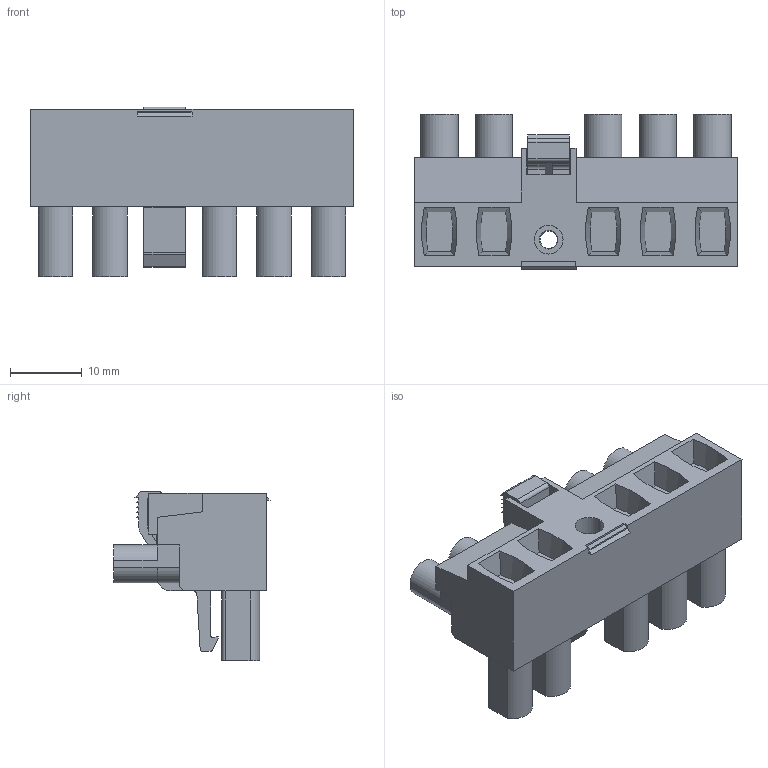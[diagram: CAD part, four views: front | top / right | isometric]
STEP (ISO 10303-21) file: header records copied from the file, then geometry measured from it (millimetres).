
FILE_DESCRIPTION(('CATIA V5 STEP Exchange','CAx-IF Rec.Pracs.--- Model Styling and Organization---1.2---2011-12-15'),'2;1');
FILE_NAME ('D1451741_0_1398880000_1398880000.stp','2018-09-08T15:38:53+00:00',('none'),('Weidmueller'),'CATIA Version 5-6 Release 2014','CATIA V5 STEP AP214','none');
FILE_SCHEMA(('AUTOMOTIVE_DESIGN { 1 0 10303 214 1 1 1 1 }'));
Length unit declared in the file: millimetre
Products named in the file (1): 1398880000
Bounding box: 45.1 x 21.75 x 23.65 mm (x, y, z)
Volume: 8526 mm3; surface area: 6735 mm2
Topology: 2 solids, 2 shells, 283 faces, 763 edges, 506 vertices
Faces by surface type: plane 168, cylinder 93, cone 22
Entity records: 8343 total; most frequent: CARTESIAN_POINT 1535, ORIENTED_EDGE 1526, DIRECTION 1153, EDGE_CURVE 763, VECTOR 535, LINE 535, VERTEX_POINT 506, AXIS2_PLACEMENT_3D 414
